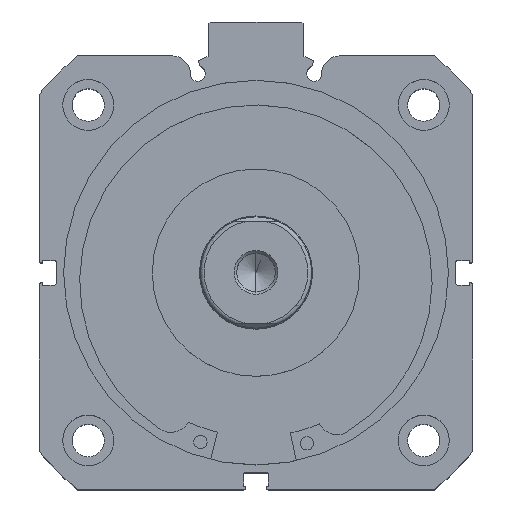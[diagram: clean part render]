
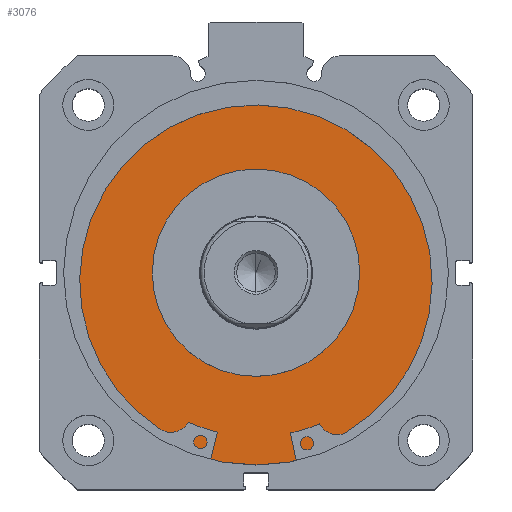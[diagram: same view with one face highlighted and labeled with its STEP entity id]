
A CAD part, top view. The second image highlights one B-rep face of the part: STEP entity #3076.
In plain terms, the highlighted face is planar.
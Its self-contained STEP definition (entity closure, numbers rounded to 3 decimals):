
#396 = EDGE_LOOP ( 'NONE', ( #6621, #6620 ) ) ;
#455 = EDGE_LOOP ( 'NONE', ( #6619, #6618 ) ) ;
#952 = EDGE_CURVE ( 'NONE', #1874, #1908, #3291, .T. ) ;
#963 = EDGE_CURVE ( 'NONE', #1979, #1776, #3307, .T. ) ;
#971 = EDGE_CURVE ( 'NONE', #1776, #1979, #3316, .T. ) ;
#972 = EDGE_CURVE ( 'NONE', #1908, #1874, #3317, .T. ) ;
#1312 = AXIS2_PLACEMENT_3D ( 'NONE', #4226, #4228, #4229 ) ;
#1317 = AXIS2_PLACEMENT_3D ( 'NONE', #4254, #4256, #4257 ) ;
#1323 = AXIS2_PLACEMENT_3D ( 'NONE', #4272, #4278, #4279 ) ;
#1324 = AXIS2_PLACEMENT_3D ( 'NONE', #4275, #4280, #4281 ) ;
#1617 = AXIS2_PLACEMENT_3D ( 'NONE', #5852, #5854, #5855 ) ;
#1776 = VERTEX_POINT ( 'NONE', #4933 ) ;
#1874 = VERTEX_POINT ( 'NONE', #5031 ) ;
#1908 = VERTEX_POINT ( 'NONE', #5065 ) ;
#1979 = VERTEX_POINT ( 'NONE', #5136 ) ;
#3076 = ADVANCED_FACE ( 'NONE', ( #3990, #3996 ), #5853, .F. ) ;
#3291 = CIRCLE ( 'NONE', #1312, 51. ) ;
#3307 = CIRCLE ( 'NONE', #1317, 27.5 ) ;
#3316 = CIRCLE ( 'NONE', #1323, 27.5 ) ;
#3317 = CIRCLE ( 'NONE', #1324, 51. ) ;
#3990 = FACE_BOUND ( 'NONE', #396, .T. ) ;
#3996 = FACE_OUTER_BOUND ( 'NONE', #455, .T. ) ;
#4226 = CARTESIAN_POINT ( 'NONE',  ( 5.5, 0., 0. ) ) ;
#4228 = DIRECTION ( 'NONE',  ( -1., 0., 0. ) ) ;
#4229 = DIRECTION ( 'NONE',  ( 0., 0., 1. ) ) ;
#4254 = CARTESIAN_POINT ( 'NONE',  ( 5.5, 0., 0. ) ) ;
#4256 = DIRECTION ( 'NONE',  ( -1., 0., 0. ) ) ;
#4257 = DIRECTION ( 'NONE',  ( 0., 0., 1. ) ) ;
#4272 = CARTESIAN_POINT ( 'NONE',  ( 5.5, 0., 0. ) ) ;
#4275 = CARTESIAN_POINT ( 'NONE',  ( 5.5, 0., 0. ) ) ;
#4278 = DIRECTION ( 'NONE',  ( -1., 0., 0. ) ) ;
#4279 = DIRECTION ( 'NONE',  ( 0., 0., 1. ) ) ;
#4280 = DIRECTION ( 'NONE',  ( -1., 0., 0. ) ) ;
#4281 = DIRECTION ( 'NONE',  ( 0., 0., 1. ) ) ;
#4933 = CARTESIAN_POINT ( 'NONE',  ( 5.5, 0., -27.5 ) ) ;
#5031 = CARTESIAN_POINT ( 'NONE',  ( 5.5, 0., 51. ) ) ;
#5065 = CARTESIAN_POINT ( 'NONE',  ( 5.5, 0., -51. ) ) ;
#5136 = CARTESIAN_POINT ( 'NONE',  ( 5.5, 0., 27.5 ) ) ;
#5852 = CARTESIAN_POINT ( 'NONE',  ( 5.5, 51., 0. ) ) ;
#5853 = PLANE ( 'NONE',  #1617 ) ;
#5854 = DIRECTION ( 'NONE',  ( 1., 0., 0. ) ) ;
#5855 = DIRECTION ( 'NONE',  ( 0., 0., -1. ) ) ;
#6618 = ORIENTED_EDGE ( 'NONE', *, *, #972, .T. ) ;
#6619 = ORIENTED_EDGE ( 'NONE', *, *, #952, .T. ) ;
#6620 = ORIENTED_EDGE ( 'NONE', *, *, #971, .F. ) ;
#6621 = ORIENTED_EDGE ( 'NONE', *, *, #963, .F. ) ;
